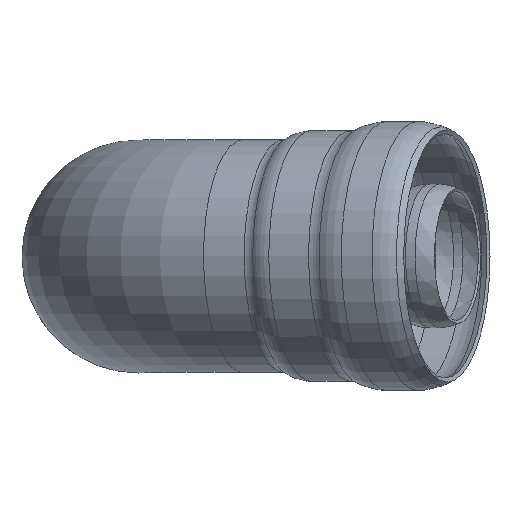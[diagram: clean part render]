
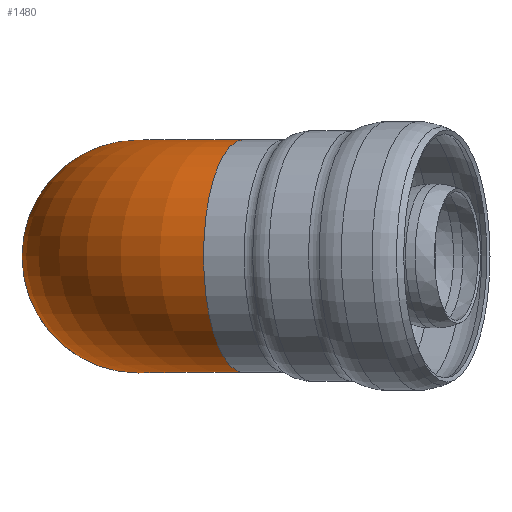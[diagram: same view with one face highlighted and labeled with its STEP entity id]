
A CAD part, top view. The second image highlights one B-rep face of the part: STEP entity #1480.
In plain terms, the highlighted toroidal (fillet/blend) face has major radius 700 mm and minor radius 510 mm.
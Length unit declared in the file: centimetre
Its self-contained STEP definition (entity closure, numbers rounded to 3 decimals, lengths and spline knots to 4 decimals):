
#271=TOROIDAL_SURFACE('',#1612,70.,51.);
#317=FACE_OUTER_BOUND('',#409,.T.);
#409=EDGE_LOOP('',(#1068,#1069,#1070,#1071,#1072));
#506=CIRCLE('',#1593,51.);
#507=CIRCLE('',#1594,51.);
#516=CIRCLE('',#1608,51.);
#519=CIRCLE('',#1613,19.);
#632=VERTEX_POINT('',#2364);
#633=VERTEX_POINT('',#2365);
#641=VERTEX_POINT('',#2392);
#786=EDGE_CURVE('',#632,#633,#506,.T.);
#787=EDGE_CURVE('',#633,#632,#507,.T.);
#800=EDGE_CURVE('',#641,#641,#516,.T.);
#803=EDGE_CURVE('',#641,#632,#519,.T.);
#1068=ORIENTED_EDGE('',*,*,#800,.T.);
#1069=ORIENTED_EDGE('',*,*,#803,.T.);
#1070=ORIENTED_EDGE('',*,*,#786,.T.);
#1071=ORIENTED_EDGE('',*,*,#787,.T.);
#1072=ORIENTED_EDGE('',*,*,#803,.F.);
#1480=ADVANCED_FACE('',(#317),#271,.T.);
#1593=AXIS2_PLACEMENT_3D('',#2366,#1852,#1853);
#1594=AXIS2_PLACEMENT_3D('',#2367,#1854,#1855);
#1608=AXIS2_PLACEMENT_3D('',#2393,#1886,#1887);
#1612=AXIS2_PLACEMENT_3D('',#2398,#1894,#1895);
#1613=AXIS2_PLACEMENT_3D('',#2399,#1896,#1897);
#1852=DIRECTION('center_axis',(0.,0.,
1.));
#1853=DIRECTION('ref_axis',(-1.,0.,0.));
#1854=DIRECTION('center_axis',(0.,0.,
1.));
#1855=DIRECTION('ref_axis',(-1.,0.,0.));
#1886=DIRECTION('center_axis',(-0.94,0.,
-0.342));
#1887=DIRECTION('ref_axis',(-0.342,0.,0.94));
#1894=DIRECTION('center_axis',(0.,1.,0.));
#1895=DIRECTION('ref_axis',(-1.,0.,0.));
#1896=DIRECTION('center_axis',(0.,-1.,0.));
#1897=DIRECTION('ref_axis',(-1.,0.,0.));
#2364=CARTESIAN_POINT('',(51.,0.,114.9855));
#2365=CARTESIAN_POINT('',(-51.,0.,114.9855));
#2366=CARTESIAN_POINT('Origin',(0.,0.,
114.9855));
#2367=CARTESIAN_POINT('Origin',(0.,0.,
114.9855));
#2392=CARTESIAN_POINT('',(63.5016,0.,132.8396));
#2393=CARTESIAN_POINT('Origin',(46.0586,0.,
180.764));
#2398=CARTESIAN_POINT('Origin',(70.,0.,
114.9855));
#2399=CARTESIAN_POINT('Origin',(70.,0.,
114.9855));
